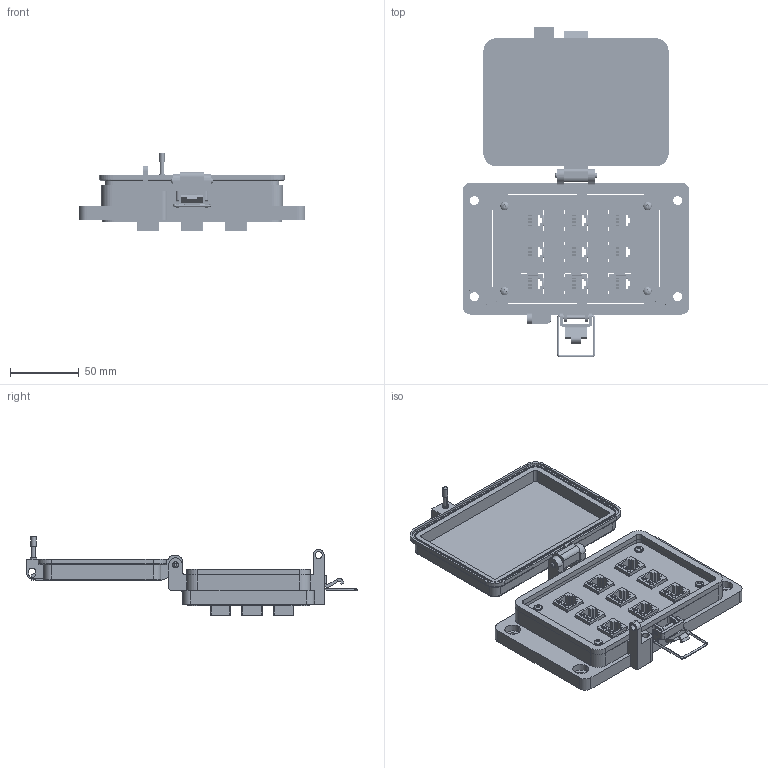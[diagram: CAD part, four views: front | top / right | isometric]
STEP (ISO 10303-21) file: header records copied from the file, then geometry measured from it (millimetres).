
FILE_DESCRIPTION (( 'STEP AP203' ), '1' );
FILE_NAME ('P-R2#9-M3RX_3D.STEP', '2018-06-19T18:57:25', ( '' ), ( '' ), 'SwSTEP 2.0', 'SolidWorks 2017', '' );
FILE_SCHEMA (( 'CONFIG_CONTROL_DESIGN' ));
Length unit declared in the file: millimetre
Products named in the file (10): -M3; 92005A124_METRIC PAN HEAD PHILLIPS MACHINE SCREW_92005A124; P-R2#9-M3RX_BP180_1; P-R2#9-M3RX_3D; P-R2#9-M3RX_TP060_1; Z-000-4243316TFP; P-R2#9-M3RX_FP060_1; Z-300-RJ45CAT5; R2; Z-H-M3_B
Assembly tree (29 placements, depth 3):
  P-R2#9-M3RX_3D
    P-R2#9-M3RX_BP180_1
    P-R2#9-M3RX_TP060_1
    Z-000-4243316TFP  x10
    P-R2#9-M3RX_FP060_1
    R2  x9
      Z-300-RJ45CAT5
    -M3
      Z-H-M3_B
    92005A124_METRIC PAN HEAD PHILLIPS MACHINE SCREW_92005A124  x4
Bounding box: 164.96 x 240.59 x 57.05 mm (x, y, z)
Volume: 265652.8 mm3; surface area: 178574.7 mm2
Topology: 36 solids, 36 shells, 4753 faces, 13286 edges, 8803 vertices
Faces by surface type: plane 2391, bspline 1120, cylinder 1084, cone 134, torus 16, sphere 8
Entity records: 53647 total; most frequent: CARTESIAN_POINT 19665, ORIENTED_EDGE 7482, DIRECTION 5585, EDGE_CURVE 3741, VERTEX_POINT 2478, VECTOR 2177, LINE 2177, AXIS2_PLACEMENT_3D 1704
